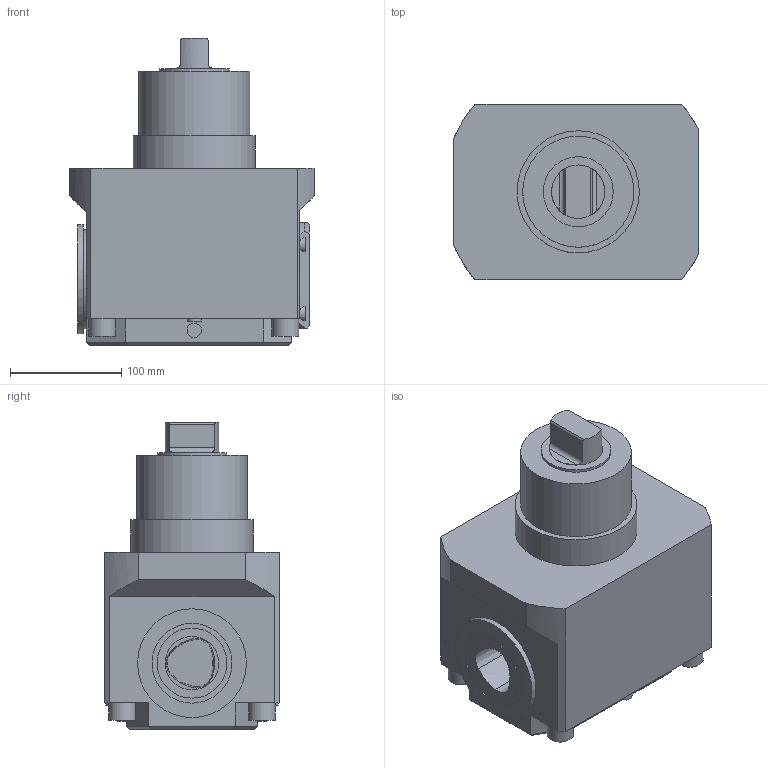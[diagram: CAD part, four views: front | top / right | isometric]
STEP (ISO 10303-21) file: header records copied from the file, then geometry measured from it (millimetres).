
FILE_DESCRIPTION(/* description */ (''),/* implementation_level */ '2;1');
FILE_NAME(/* name */ '1533821092010.stp',/* time_stamp */ '2018-08-09T15:24:58+02:00',/* author */ (''),/* organization */ ('SMS'),/* preprocessor_version */ 'ST-DEVELOPER v15',/* originating_system */ 'SIEMENS PLM Software NX 8.5',/* authorisation */ '');
FILE_SCHEMA (('AUTOMOTIVE_DESIGN { 1 0 10303 214 3 1 1 1 }'));
Length unit declared in the file: millimetre
Products named in the file (1): 201817126mod000_00
Bounding box: 220 x 158 x 277 mm (x, y, z)
Volume: 5583260.7 mm3; surface area: 225942.9 mm2
Topology: 1 solids, 1 shells, 108 faces, 241 edges, 159 vertices
Faces by surface type: plane 67, cylinder 34, cone 7
Full cylindrical faces by diameter (mm): 4 x1, 13 x4, 24 x4, 48 x1, 48.2 x1, 63 x2, 72 x1, 89 x1, 98 x1, 100 x1, 110 x1
Entity records: 3014 total; most frequent: CARTESIAN_POINT 576, DIRECTION 524, ORIENTED_EDGE 438, EDGE_CURVE 219, AXIS2_PLACEMENT_3D 201, VERTEX_POINT 155, EDGE_LOOP 150, LINE 122
